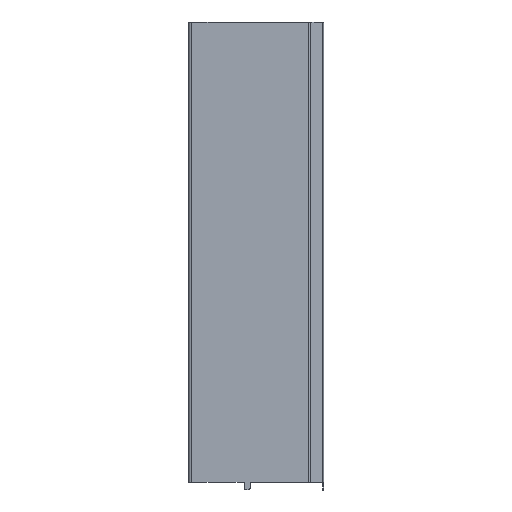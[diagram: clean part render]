
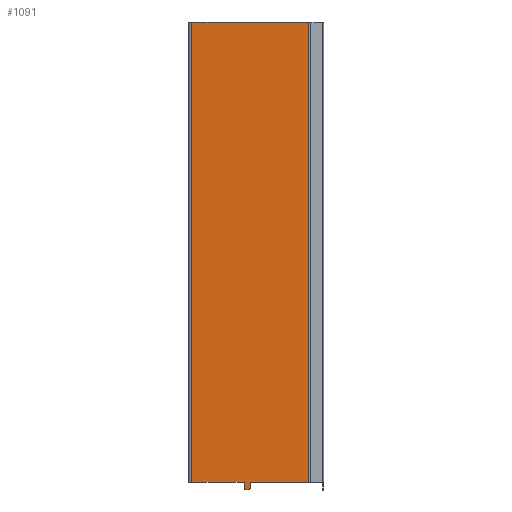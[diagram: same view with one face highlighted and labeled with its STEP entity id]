
A CAD part, top view. The second image highlights one B-rep face of the part: STEP entity #1091.
In plain terms, the highlighted planar face has unit normal (0, 0, 1).
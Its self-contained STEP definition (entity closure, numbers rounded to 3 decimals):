
#70=FACE_OUTER_BOUND('',#135,.T.);
#135=EDGE_LOOP('',(#842,#843,#844,#845,#846,#847,#848,#849,#850,#851,#852,
#853));
#202=CIRCLE('',#1192,1.);
#203=CIRCLE('',#1193,1.);
#271=LINE('',#1735,#388);
#272=LINE('',#1738,#389);
#277=LINE('',#1749,#394);
#278=LINE('',#1751,#395);
#279=LINE('',#1753,#396);
#280=LINE('',#1757,#397);
#281=LINE('',#1761,#398);
#282=LINE('',#1763,#399);
#283=LINE('',#1765,#400);
#284=LINE('',#1766,#401);
#388=VECTOR('',#1393,10.);
#389=VECTOR('',#1396,10.);
#394=VECTOR('',#1405,10.);
#395=VECTOR('',#1406,10.);
#396=VECTOR('',#1407,10.);
#397=VECTOR('',#1410,1000.);
#398=VECTOR('',#1413,1000.);
#399=VECTOR('',#1414,1000.);
#400=VECTOR('',#1415,1000.);
#401=VECTOR('',#1416,1000.);
#509=VERTEX_POINT('',#1728);
#512=VERTEX_POINT('',#1733);
#513=VERTEX_POINT('',#1737);
#517=VERTEX_POINT('',#1748);
#518=VERTEX_POINT('',#1750);
#519=VERTEX_POINT('',#1752);
#520=VERTEX_POINT('',#1754);
#521=VERTEX_POINT('',#1756);
#522=VERTEX_POINT('',#1758);
#523=VERTEX_POINT('',#1760);
#524=VERTEX_POINT('',#1762);
#525=VERTEX_POINT('',#1764);
#632=EDGE_CURVE('',#512,#509,#271,.T.);
#633=EDGE_CURVE('',#513,#509,#272,.T.);
#639=EDGE_CURVE('',#517,#512,#277,.T.);
#640=EDGE_CURVE('',#517,#518,#278,.T.);
#641=EDGE_CURVE('',#518,#519,#279,.T.);
#642=EDGE_CURVE('',#520,#519,#202,.T.);
#643=EDGE_CURVE('',#520,#521,#280,.T.);
#644=EDGE_CURVE('',#522,#521,#203,.T.);
#645=EDGE_CURVE('',#523,#522,#281,.T.);
#646=EDGE_CURVE('',#524,#523,#282,.T.);
#647=EDGE_CURVE('',#525,#524,#283,.T.);
#648=EDGE_CURVE('',#525,#513,#284,.T.);
#842=ORIENTED_EDGE('',*,*,#632,.F.);
#843=ORIENTED_EDGE('',*,*,#639,.F.);
#844=ORIENTED_EDGE('',*,*,#640,.T.);
#845=ORIENTED_EDGE('',*,*,#641,.T.);
#846=ORIENTED_EDGE('',*,*,#642,.F.);
#847=ORIENTED_EDGE('',*,*,#643,.T.);
#848=ORIENTED_EDGE('',*,*,#644,.F.);
#849=ORIENTED_EDGE('',*,*,#645,.F.);
#850=ORIENTED_EDGE('',*,*,#646,.F.);
#851=ORIENTED_EDGE('',*,*,#647,.F.);
#852=ORIENTED_EDGE('',*,*,#648,.T.);
#853=ORIENTED_EDGE('',*,*,#633,.T.);
#1042=PLANE('',#1191);
#1091=ADVANCED_FACE('',(#70),#1042,.F.);
#1191=AXIS2_PLACEMENT_3D('',#1747,#1403,#1404);
#1192=AXIS2_PLACEMENT_3D('',#1755,#1408,#1409);
#1193=AXIS2_PLACEMENT_3D('',#1759,#1411,#1412);
#1393=DIRECTION('',(0.,1.,0.));
#1396=DIRECTION('',(-1.,0.,0.));
#1403=DIRECTION('center_axis',(0.,0.,-1.));
#1404=DIRECTION('ref_axis',(-1.,0.,0.));
#1405=DIRECTION('',(-1.,0.,0.));
#1406=DIRECTION('',(1.,0.,0.));
#1407=DIRECTION('',(0.,-1.,0.));
#1408=DIRECTION('center_axis',(0.,0.,-1.));
#1409=DIRECTION('ref_axis',(-0.707,-0.707,0.));
#1410=DIRECTION('',(1.,0.,0.));
#1411=DIRECTION('center_axis',(0.,0.,-1.));
#1412=DIRECTION('ref_axis',(0.707,-0.707,0.));
#1413=DIRECTION('',(0.,-1.,0.));
#1414=DIRECTION('',(-1.,0.,0.));
#1415=DIRECTION('',(0.,-1.,0.));
#1416=DIRECTION('',(-1.,0.,0.));
#1728=CARTESIAN_POINT('',(-67.6,0.,53.97));
#1733=CARTESIAN_POINT('',(-67.6,-235.,53.97));
#1735=CARTESIAN_POINT('',(-67.6,-235.,53.97));
#1737=CARTESIAN_POINT('',(-55.4,0.,53.97));
#1738=CARTESIAN_POINT('',(-56.9,0.,53.97));
#1747=CARTESIAN_POINT('Origin',(-7.249,-235.,53.97));
#1748=CARTESIAN_POINT('',(-55.4,-235.,53.97));
#1749=CARTESIAN_POINT('',(-31.324,-235.,53.97));
#1750=CARTESIAN_POINT('',(-40.6,-235.,53.97));
#1751=CARTESIAN_POINT('',(-25.324,-235.,53.97));
#1752=CARTESIAN_POINT('',(-40.6,-238.,53.97));
#1753=CARTESIAN_POINT('',(-40.6,-229.9,53.97));
#1754=CARTESIAN_POINT('',(-39.6,-239.,53.97));
#1755=CARTESIAN_POINT('Origin',(-39.6,-238.,53.97));
#1756=CARTESIAN_POINT('',(-38.6,-239.,53.97));
#1757=CARTESIAN_POINT('',(-42.4,-239.,53.97));
#1758=CARTESIAN_POINT('',(-37.6,-238.,53.97));
#1759=CARTESIAN_POINT('Origin',(-38.6,-238.,53.97));
#1760=CARTESIAN_POINT('',(-37.6,-235.,53.97));
#1761=CARTESIAN_POINT('',(-37.6,-235.,53.97));
#1762=CARTESIAN_POINT('',(-7.663,-235.,53.97));
#1763=CARTESIAN_POINT('',(-7.249,-235.,53.97));
#1764=CARTESIAN_POINT('',(-7.663,0.,53.97));
#1765=CARTESIAN_POINT('',(-7.663,-235.,53.97));
#1766=CARTESIAN_POINT('',(-7.249,0.,53.97));
